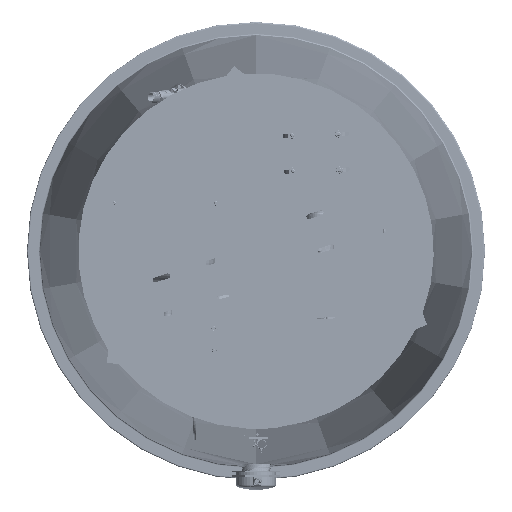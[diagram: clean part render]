
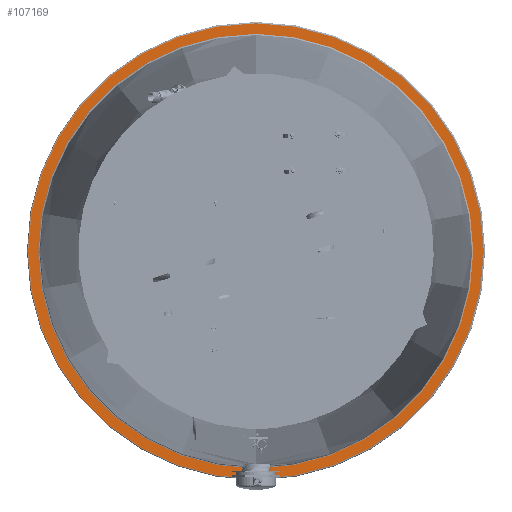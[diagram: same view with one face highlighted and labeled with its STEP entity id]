
A CAD part, front view. The second image highlights one B-rep face of the part: STEP entity #107169.
In plain terms, the highlighted planar face has unit normal (0, -1, 0).
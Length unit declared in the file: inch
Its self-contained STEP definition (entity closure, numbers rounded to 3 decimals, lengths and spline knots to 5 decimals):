
#6832 = DIRECTION ( 'NONE',  ( 0., -1., 0. ) ) ;
#11083 = CARTESIAN_POINT ( 'NONE',  ( 0., 54.5, -17.46035 ) ) ;
#14806 = AXIS2_PLACEMENT_3D ( 'NONE', #154937, #58921, #247941 ) ;
#23815 = CARTESIAN_POINT ( 'NONE',  ( 0., 54.5, 16.65489 ) ) ;
#29626 = CIRCLE ( 'NONE', #14806, 16.65489 ) ;
#35665 = FACE_OUTER_BOUND ( 'NONE', #144190, .T. ) ;
#52844 = ORIENTED_EDGE ( 'NONE', *, *, #276614, .F. ) ;
#54928 = DIRECTION ( 'NONE',  ( 0., 0., -1. ) ) ;
#58921 = DIRECTION ( 'NONE',  ( 0., -1., 0. ) ) ;
#60727 = CARTESIAN_POINT ( 'NONE',  ( 0., 54.5, 17.46035 ) ) ;
#80530 = ORIENTED_EDGE ( 'NONE', *, *, #290106, .T. ) ;
#83610 = CARTESIAN_POINT ( 'NONE',  ( 0., 54.5, 16.65489 ) ) ;
#88198 = DIRECTION ( 'NONE',  ( 0., 0., 1. ) ) ;
#92963 = EDGE_CURVE ( 'NONE', #203208, #105937, #29626, .T. ) ;
#99724 = DIRECTION ( 'NONE',  ( 0., 0., -1. ) ) ;
#105937 = VERTEX_POINT ( 'NONE', #23815 ) ;
#107169 = ADVANCED_FACE ( 'NONE', ( #300495, #35665 ), #295898, .F. ) ;
#130113 = DIRECTION ( 'NONE',  ( 0., 1., 0. ) ) ;
#144190 = EDGE_LOOP ( 'NONE', ( #80530, #194025 ) ) ;
#147380 = CARTESIAN_POINT ( 'NONE',  ( 0., 54.5, 0. ) ) ;
#149341 = CARTESIAN_POINT ( 'NONE',  ( 0., 54.5, 0. ) ) ;
#152981 = CIRCLE ( 'NONE', #202568, 17.46035 ) ;
#154937 = CARTESIAN_POINT ( 'NONE',  ( 0., 54.5, 0. ) ) ;
#158701 = CARTESIAN_POINT ( 'NONE',  ( 0., 54.5, -16.65489 ) ) ;
#167106 = EDGE_CURVE ( 'NONE', #292400, #283214, #152981, .T. ) ;
#172144 = DIRECTION ( 'NONE',  ( 0., 0., -1. ) ) ;
#185230 = AXIS2_PLACEMENT_3D ( 'NONE', #83610, #130113, #88198 ) ;
#192345 = DIRECTION ( 'NONE',  ( 0., -1., 0. ) ) ;
#194025 = ORIENTED_EDGE ( 'NONE', *, *, #167106, .T. ) ;
#202568 = AXIS2_PLACEMENT_3D ( 'NONE', #147380, #192345, #172144 ) ;
#203208 = VERTEX_POINT ( 'NONE', #158701 ) ;
#205025 = CIRCLE ( 'NONE', #294076, 16.65489 ) ;
#222186 = EDGE_LOOP ( 'NONE', ( #304039, #52844 ) ) ;
#240887 = CARTESIAN_POINT ( 'NONE',  ( 0., 54.5, 0. ) ) ;
#245802 = AXIS2_PLACEMENT_3D ( 'NONE', #240887, #264090, #54928 ) ;
#247941 = DIRECTION ( 'NONE',  ( 0., 0., -1. ) ) ;
#264090 = DIRECTION ( 'NONE',  ( 0., -1., 0. ) ) ;
#276614 = EDGE_CURVE ( 'NONE', #105937, #203208, #205025, .T. ) ;
#280317 = CIRCLE ( 'NONE', #245802, 17.46035 ) ;
#283214 = VERTEX_POINT ( 'NONE', #11083 ) ;
#290106 = EDGE_CURVE ( 'NONE', #283214, #292400, #280317, .T. ) ;
#292400 = VERTEX_POINT ( 'NONE', #60727 ) ;
#294076 = AXIS2_PLACEMENT_3D ( 'NONE', #149341, #6832, #99724 ) ;
#295898 = PLANE ( 'NONE',  #185230 ) ;
#300495 = FACE_BOUND ( 'NONE', #222186, .T. ) ;
#304039 = ORIENTED_EDGE ( 'NONE', *, *, #92963, .F. ) ;
